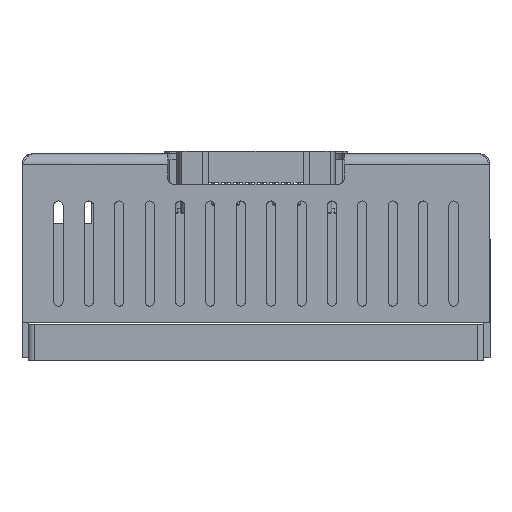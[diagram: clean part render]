
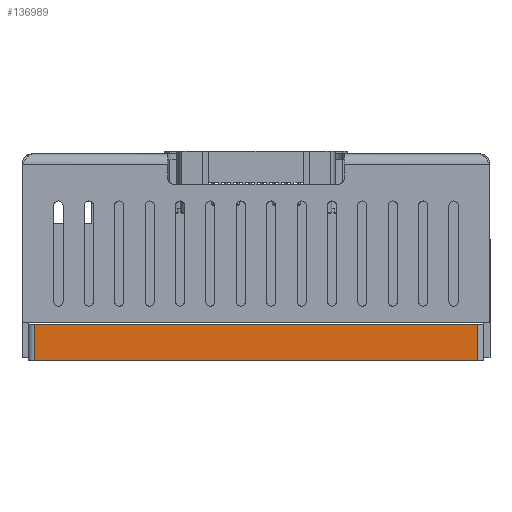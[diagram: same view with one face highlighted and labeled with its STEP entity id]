
A CAD part, left-side view. The second image highlights one B-rep face of the part: STEP entity #136989.
In plain terms, the highlighted planar face has unit normal (-1, 0, 0).
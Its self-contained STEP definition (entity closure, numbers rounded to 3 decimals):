
#1952 = CARTESIAN_POINT ( 'NONE',  ( -45.5, -37.5, 6. ) ) ;
#5177 = ORIENTED_EDGE ( 'NONE', *, *, #98614, .T. ) ;
#8217 = EDGE_CURVE ( 'NONE', #28749, #22122, #119844, .T. ) ;
#15455 = VECTOR ( 'NONE', #91112, 1000. ) ;
#22122 = VERTEX_POINT ( 'NONE', #124823 ) ;
#28749 = VERTEX_POINT ( 'NONE', #110995 ) ;
#29378 = CARTESIAN_POINT ( 'NONE',  ( -45.5, -36.5, 6. ) ) ;
#34484 = VERTEX_POINT ( 'NONE', #137557 ) ;
#35726 = EDGE_LOOP ( 'NONE', ( #80068, #5177, #121690, #48780 ) ) ;
#38117 = CARTESIAN_POINT ( 'NONE',  ( -45.5, 36.5, 6. ) ) ;
#42696 = VERTEX_POINT ( 'NONE', #101604 ) ;
#45634 = VECTOR ( 'NONE', #82933, 1000. ) ;
#48780 = ORIENTED_EDGE ( 'NONE', *, *, #8217, .T. ) ;
#60484 = LINE ( 'NONE', #64181, #109489 ) ;
#64181 = CARTESIAN_POINT ( 'NONE',  ( -45.5, -37.5, 0. ) ) ;
#79238 = EDGE_CURVE ( 'NONE', #28749, #42696, #118043, .T. ) ;
#80068 = ORIENTED_EDGE ( 'NONE', *, *, #92078, .T. ) ;
#81220 = DIRECTION ( 'NONE',  ( 1., 0., 0. ) ) ;
#82933 = DIRECTION ( 'NONE',  ( 0., -1., 0. ) ) ;
#91112 = DIRECTION ( 'NONE',  ( 0., 0., -1. ) ) ;
#92078 = EDGE_CURVE ( 'NONE', #22122, #34484, #60484, .T. ) ;
#98614 = EDGE_CURVE ( 'NONE', #34484, #42696, #131041, .T. ) ;
#99231 = AXIS2_PLACEMENT_3D ( 'NONE', #134727, #81220, #176401 ) ;
#101604 = CARTESIAN_POINT ( 'NONE',  ( -45.5, -36.5, 6. ) ) ;
#109489 = VECTOR ( 'NONE', #117170, 1000. ) ;
#110995 = CARTESIAN_POINT ( 'NONE',  ( -45.5, 36.5, 6. ) ) ;
#117170 = DIRECTION ( 'NONE',  ( 0., -1., 0. ) ) ;
#118043 = LINE ( 'NONE', #1952, #45634 ) ;
#119844 = LINE ( 'NONE', #38117, #15455 ) ;
#121610 = PLANE ( 'NONE',  #99231 ) ;
#121690 = ORIENTED_EDGE ( 'NONE', *, *, #79238, .F. ) ;
#124555 = DIRECTION ( 'NONE',  ( 0., 0., 1. ) ) ;
#124823 = CARTESIAN_POINT ( 'NONE',  ( -45.5, 36.5, 0. ) ) ;
#131041 = LINE ( 'NONE', #29378, #163060 ) ;
#134727 = CARTESIAN_POINT ( 'NONE',  ( -45.5, -37.5, 6. ) ) ;
#136252 = FACE_OUTER_BOUND ( 'NONE', #35726, .T. ) ;
#136989 = ADVANCED_FACE ( 'NONE', ( #136252 ), #121610, .F. ) ;
#137557 = CARTESIAN_POINT ( 'NONE',  ( -45.5, -36.5, 0. ) ) ;
#163060 = VECTOR ( 'NONE', #124555, 1000. ) ;
#176401 = DIRECTION ( 'NONE',  ( 0., 0., -1. ) ) ;
